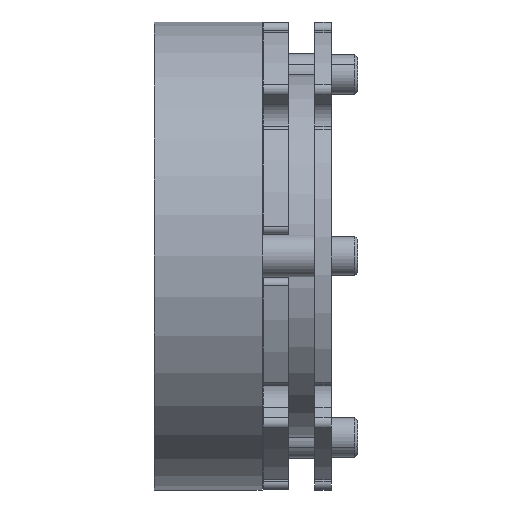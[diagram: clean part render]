
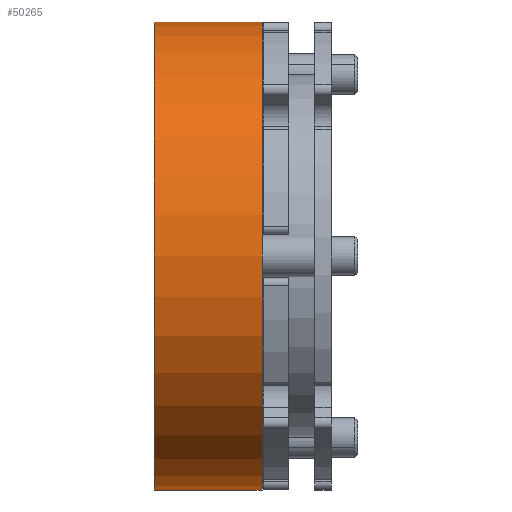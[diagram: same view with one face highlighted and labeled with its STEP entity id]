
A CAD part, front view. The second image highlights one B-rep face of the part: STEP entity #50265.
In plain terms, the highlighted cylindrical face has radius 85.09 mm (diameter 170.18 mm), a partial arc.
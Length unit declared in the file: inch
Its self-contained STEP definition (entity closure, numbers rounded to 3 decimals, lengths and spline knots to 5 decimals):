
#363 = DIRECTION ( 'NONE',  ( -1., 0., 0. ) ) ;
#1321 = DIRECTION ( 'NONE',  ( -1., 0., 0. ) ) ;
#3161 = CIRCLE ( 'NONE', #39859, 3.35 ) ;
#6306 = CARTESIAN_POINT ( 'NONE',  ( 0., 0., 0. ) ) ;
#10869 = VECTOR ( 'NONE', #363, 39.37008 ) ;
#11535 = DIRECTION ( 'NONE',  ( 0., 0., -1. ) ) ;
#12211 = DIRECTION ( 'NONE',  ( -1., 0., 0. ) ) ;
#16033 = DIRECTION ( 'NONE',  ( -1., 0., 0. ) ) ;
#16111 = VERTEX_POINT ( 'NONE', #65271 ) ;
#18409 = CARTESIAN_POINT ( 'NONE',  ( 1.54, 0., 3.35 ) ) ;
#20715 = ORIENTED_EDGE ( 'NONE', *, *, #50634, .F. ) ;
#20801 = AXIS2_PLACEMENT_3D ( 'NONE', #43443, #12211, #48707 ) ;
#21895 = CIRCLE ( 'NONE', #41683, 3.35 ) ;
#25588 = FACE_OUTER_BOUND ( 'NONE', #51424, .T. ) ;
#25843 = ORIENTED_EDGE ( 'NONE', *, *, #60437, .T. ) ;
#29520 = ORIENTED_EDGE ( 'NONE', *, *, #58878, .F. ) ;
#31375 = VERTEX_POINT ( 'NONE', #54565 ) ;
#37817 = CYLINDRICAL_SURFACE ( 'NONE', #20801, 3.35 ) ;
#39859 = AXIS2_PLACEMENT_3D ( 'NONE', #6306, #42766, #11535 ) ;
#40186 = LINE ( 'NONE', #40883, #10869 ) ;
#40883 = CARTESIAN_POINT ( 'NONE',  ( -0.26421, 0., -3.35 ) ) ;
#41683 = AXIS2_PLACEMENT_3D ( 'NONE', #47278, #16033, #52546 ) ;
#42766 = DIRECTION ( 'NONE',  ( -1., 0., 0. ) ) ;
#43443 = CARTESIAN_POINT ( 'NONE',  ( -0.26421, 0., 0. ) ) ;
#46848 = ORIENTED_EDGE ( 'NONE', *, *, #58904, .T. ) ;
#47278 = CARTESIAN_POINT ( 'NONE',  ( 1.54, 0., 0. ) ) ;
#47861 = VERTEX_POINT ( 'NONE', #48978 ) ;
#48017 = CARTESIAN_POINT ( 'NONE',  ( -0.26421, 0., 3.35 ) ) ;
#48707 = DIRECTION ( 'NONE',  ( 0., 0., -1. ) ) ;
#48978 = CARTESIAN_POINT ( 'NONE',  ( 0., 0., -3.35 ) ) ;
#50265 = ADVANCED_FACE ( 'NONE', ( #25588 ), #37817, .T. ) ;
#50443 = VECTOR ( 'NONE', #1321, 39.37008 ) ;
#50634 = EDGE_CURVE ( 'NONE', #16111, #47861, #40186, .T. ) ;
#51424 = EDGE_LOOP ( 'NONE', ( #25843, #46848, #29520, #20715 ) ) ;
#52546 = DIRECTION ( 'NONE',  ( 0., 0., -1. ) ) ;
#54565 = CARTESIAN_POINT ( 'NONE',  ( 0., 0., 3.35 ) ) ;
#58275 = VERTEX_POINT ( 'NONE', #18409 ) ;
#58878 = EDGE_CURVE ( 'NONE', #47861, #31375, #3161, .T. ) ;
#58904 = EDGE_CURVE ( 'NONE', #58275, #31375, #65911, .T. ) ;
#60437 = EDGE_CURVE ( 'NONE', #16111, #58275, #21895, .T. ) ;
#65271 = CARTESIAN_POINT ( 'NONE',  ( 1.54, 0., -3.35 ) ) ;
#65911 = LINE ( 'NONE', #48017, #50443 ) ;
